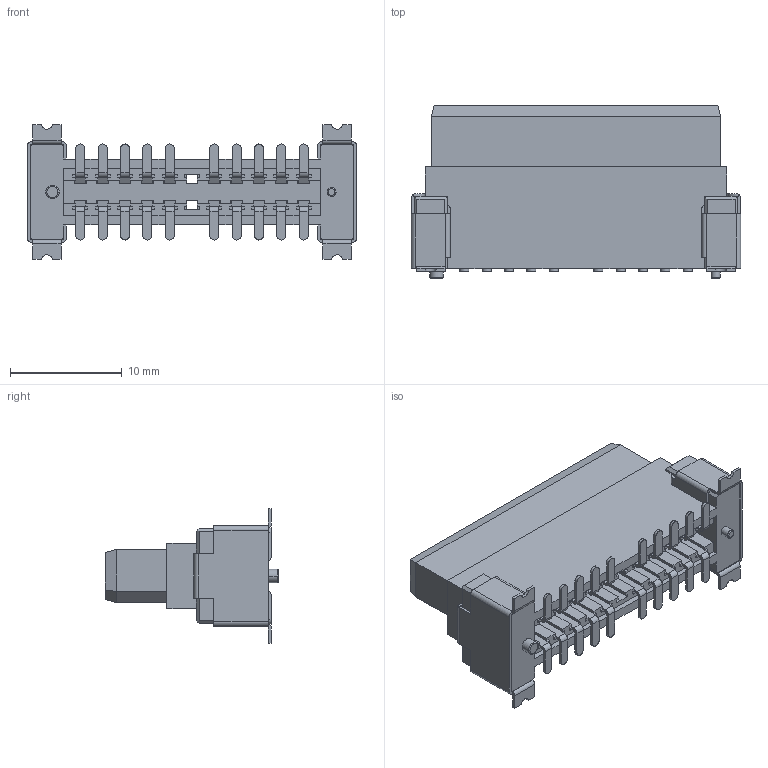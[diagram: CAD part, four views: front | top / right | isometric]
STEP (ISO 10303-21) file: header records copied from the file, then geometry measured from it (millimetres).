
FILE_DESCRIPTION (( 'STEP AP214' ), '1' );
FILE_NAME ('FBB20002-F20S3013W5M-REF.STEP', '2024-12-31T08:53:16', ( '' ), ( '' ), 'SwSTEP 2.0', 'SolidWorks 2021', '' );
FILE_SCHEMA (( 'AUTOMOTIVE_DESIGN' ));
Length unit declared in the file: millimetre
Products named in the file (1): FBB20002-F20S3013W5M-REF
Bounding box: 29.51 x 15.5 x 12.04 mm (x, y, z)
Volume: 1633.6 mm3; surface area: 3204.2 mm2
Topology: 1 solids, 1 shells, 1180 faces, 3564 edges, 2298 vertices
Faces by surface type: plane 972, cylinder 204, torus 4
Entity records: 39466 total; most frequent: ORIENTED_EDGE 7128, CARTESIAN_POINT 7059, DIRECTION 6346, EDGE_CURVE 3564, LINE 3136, VECTOR 3136, VERTEX_POINT 2298, AXIS2_PLACEMENT_3D 1605
